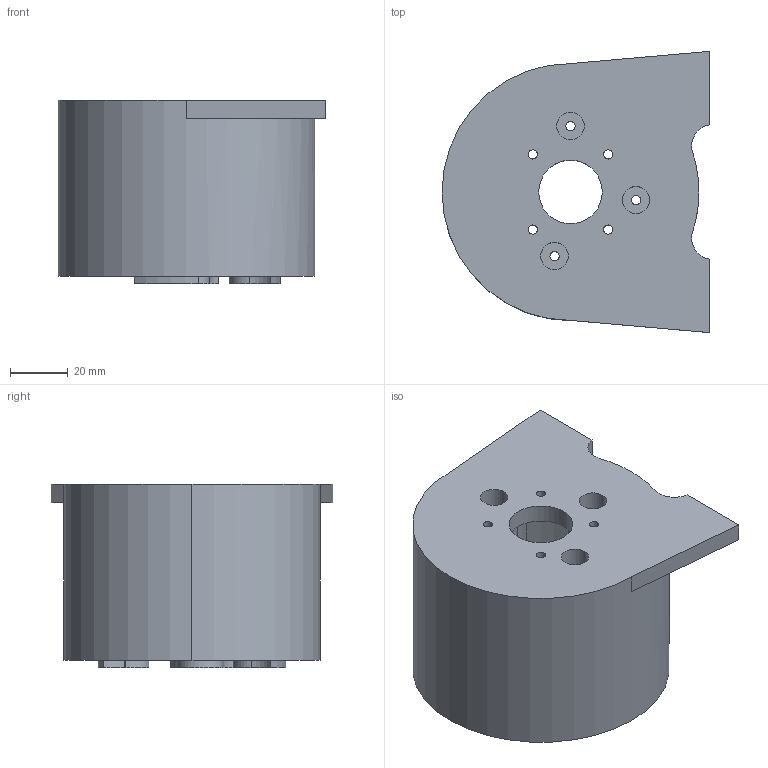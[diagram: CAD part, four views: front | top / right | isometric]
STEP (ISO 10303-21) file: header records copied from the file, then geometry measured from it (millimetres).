
FILE_DESCRIPTION (( 'STEP AP203' ), '1' );
FILE_NAME ('SideCap 1.STEP', '2023-09-18T23:28:32', ( '' ), ( '' ), 'SwSTEP 2.0', 'SolidWorks 2023', '' );
FILE_SCHEMA (( 'CONFIG_CONTROL_DESIGN' ));
Length unit declared in the file: inch
Products named in the file (1): SideCap 1
Bounding box: 92.71 x 97.34 x 63.5 mm (x, y, z)
Volume: 186152.3 mm3; surface area: 53956.9 mm2
Topology: 1 solids, 1 shells, 85 faces, 228 edges, 152 vertices
Faces by surface type: cylinder 45, plane 40
Entity records: 2813 total; most frequent: DIRECTION 500, CARTESIAN_POINT 466, ORIENTED_EDGE 456, EDGE_CURVE 228, AXIS2_PLACEMENT_3D 186, VERTEX_POINT 152, LINE 128, VECTOR 128
